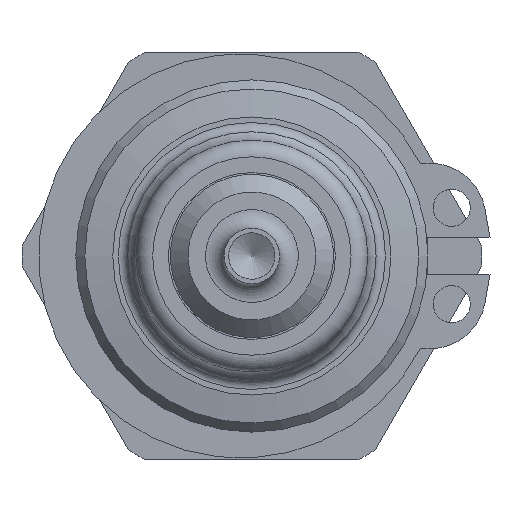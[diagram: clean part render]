
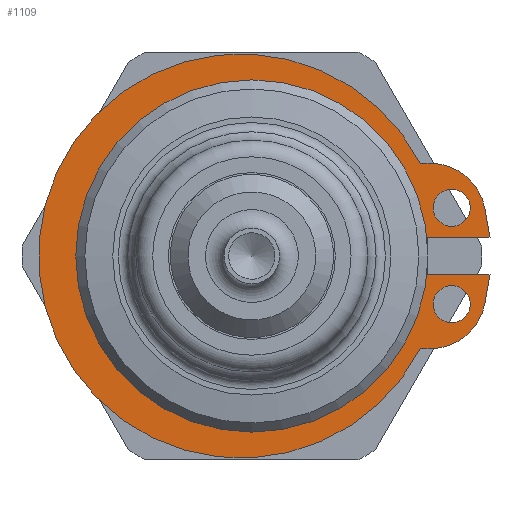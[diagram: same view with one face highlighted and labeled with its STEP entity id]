
A CAD part, left-side view. The second image highlights one B-rep face of the part: STEP entity #1109.
In plain terms, the highlighted planar face has unit normal (-1, 0, 0).
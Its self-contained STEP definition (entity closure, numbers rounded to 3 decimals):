
#37=LINE('',#1742,#108);
#40=LINE('',#1748,#111);
#41=LINE('',#1750,#112);
#42=LINE('',#1756,#113);
#43=LINE('',#1758,#114);
#44=LINE('',#1762,#115);
#108=VECTOR('',#1370,10.);
#111=VECTOR('',#1375,10.);
#112=VECTOR('',#1376,10.);
#113=VECTOR('',#1381,10.);
#114=VECTOR('',#1382,10.);
#115=VECTOR('',#1385,10.);
#264=FACE_BOUND('',#348,.T.);
#265=FACE_BOUND('',#349,.T.);
#281=FACE_OUTER_BOUND('',#347,.T.);
#347=EDGE_LOOP('',(#780,#781,#782,#783,#784,#785,#786,#787,#788,#789,#790));
#348=EDGE_LOOP('',(#791));
#349=EDGE_LOOP('',(#792));
#424=CIRCLE('',#1201,3.);
#425=CIRCLE('',#1204,9.);
#426=CIRCLE('',#1205,9.);
#427=CIRCLE('',#1206,3.);
#428=CIRCLE('',#1207,10.9);
#429=CIRCLE('',#1208,1.);
#430=CIRCLE('',#1209,1.);
#511=VERTEX_POINT('',#1735);
#512=VERTEX_POINT('',#1737);
#513=VERTEX_POINT('',#1741);
#515=VERTEX_POINT('',#1747);
#516=VERTEX_POINT('',#1749);
#517=VERTEX_POINT('',#1751);
#518=VERTEX_POINT('',#1753);
#519=VERTEX_POINT('',#1755);
#520=VERTEX_POINT('',#1757);
#521=VERTEX_POINT('',#1759);
#522=VERTEX_POINT('',#1761);
#523=VERTEX_POINT('',#1764);
#524=VERTEX_POINT('',#1766);
#615=EDGE_CURVE('',#511,#512,#424,.T.);
#617=EDGE_CURVE('',#512,#513,#37,.T.);
#620=EDGE_CURVE('',#515,#511,#40,.T.);
#621=EDGE_CURVE('',#516,#515,#41,.T.);
#622=EDGE_CURVE('',#517,#516,#425,.T.);
#623=EDGE_CURVE('',#518,#517,#426,.T.);
#624=EDGE_CURVE('',#519,#518,#42,.T.);
#625=EDGE_CURVE('',#520,#519,#43,.T.);
#626=EDGE_CURVE('',#521,#520,#427,.T.);
#627=EDGE_CURVE('',#522,#521,#44,.T.);
#628=EDGE_CURVE('',#513,#522,#428,.T.);
#629=EDGE_CURVE('',#523,#523,#429,.T.);
#630=EDGE_CURVE('',#524,#524,#430,.T.);
#780=ORIENTED_EDGE('',*,*,#615,.F.);
#781=ORIENTED_EDGE('',*,*,#620,.F.);
#782=ORIENTED_EDGE('',*,*,#621,.F.);
#783=ORIENTED_EDGE('',*,*,#622,.F.);
#784=ORIENTED_EDGE('',*,*,#623,.F.);
#785=ORIENTED_EDGE('',*,*,#624,.F.);
#786=ORIENTED_EDGE('',*,*,#625,.F.);
#787=ORIENTED_EDGE('',*,*,#626,.F.);
#788=ORIENTED_EDGE('',*,*,#627,.F.);
#789=ORIENTED_EDGE('',*,*,#628,.F.);
#790=ORIENTED_EDGE('',*,*,#617,.F.);
#791=ORIENTED_EDGE('',*,*,#629,.T.);
#792=ORIENTED_EDGE('',*,*,#630,.T.);
#1082=PLANE('',#1203);
#1109=ADVANCED_FACE('',(#281,#264,#265),#1082,.F.);
#1201=AXIS2_PLACEMENT_3D('',#1738,#1365,#1366);
#1203=AXIS2_PLACEMENT_3D('',#1746,#1373,#1374);
#1204=AXIS2_PLACEMENT_3D('',#1752,#1377,#1378);
#1205=AXIS2_PLACEMENT_3D('',#1754,#1379,#1380);
#1206=AXIS2_PLACEMENT_3D('',#1760,#1383,#1384);
#1207=AXIS2_PLACEMENT_3D('',#1763,#1386,#1387);
#1208=AXIS2_PLACEMENT_3D('',#1765,#1388,#1389);
#1209=AXIS2_PLACEMENT_3D('',#1767,#1390,#1391);
#1365=DIRECTION('center_axis',(1.,0.,0.));
#1366=DIRECTION('ref_axis',(0.,-0.643,-0.766));
#1370=DIRECTION('',(0.,1.,0.));
#1373=DIRECTION('center_axis',(1.,0.,0.));
#1374=DIRECTION('ref_axis',(0.,0.,-1.));
#1375=DIRECTION('',(0.,0.174,-0.985));
#1376=DIRECTION('',(0.,-1.,0.));
#1377=DIRECTION('center_axis',(-1.,0.,0.));
#1378=DIRECTION('ref_axis',(0.,0.,1.));
#1379=DIRECTION('center_axis',(-1.,0.,0.));
#1380=DIRECTION('ref_axis',(0.,0.,1.));
#1381=DIRECTION('',(0.,1.,0.));
#1382=DIRECTION('',(0.,-0.174,-0.985));
#1383=DIRECTION('center_axis',(1.,0.,0.));
#1384=DIRECTION('ref_axis',(0.,-0.643,0.766));
#1385=DIRECTION('',(0.,-1.,0.));
#1386=DIRECTION('center_axis',(1.,0.,0.));
#1387=DIRECTION('ref_axis',(0.,-0.889,-0.459));
#1388=DIRECTION('center_axis',(1.,0.,0.));
#1389=DIRECTION('ref_axis',(0.,0.,-1.));
#1390=DIRECTION('center_axis',(1.,0.,0.));
#1391=DIRECTION('ref_axis',(0.,0.,-1.));
#1735=CARTESIAN_POINT('',(18.3,-12.576,-2.521));
#1737=CARTESIAN_POINT('',(18.3,-9.622,-5.));
#1738=CARTESIAN_POINT('Origin',(18.3,-9.622,-2.));
#1741=CARTESIAN_POINT('',(18.3,-9.086,-5.));
#1742=CARTESIAN_POINT('',(18.3,-12.139,-5.));
#1746=CARTESIAN_POINT('Origin',(18.3,-1.48,0.));
#1747=CARTESIAN_POINT('',(18.3,-12.844,-1.));
#1748=CARTESIAN_POINT('',(18.3,-12.844,-1.));
#1749=CARTESIAN_POINT('',(18.3,-8.944,-1.));
#1750=CARTESIAN_POINT('',(18.3,-8.944,-1.));
#1751=CARTESIAN_POINT('',(18.3,0.,-9.));
#1752=CARTESIAN_POINT('Origin',(18.3,0.,0.));
#1753=CARTESIAN_POINT('',(18.3,-8.944,1.));
#1754=CARTESIAN_POINT('Origin',(18.3,0.,0.));
#1755=CARTESIAN_POINT('',(18.3,-12.844,1.));
#1756=CARTESIAN_POINT('',(18.3,-12.844,1.));
#1757=CARTESIAN_POINT('',(18.3,-12.576,2.521));
#1758=CARTESIAN_POINT('',(18.3,-12.139,5.));
#1759=CARTESIAN_POINT('',(18.3,-9.622,5.));
#1760=CARTESIAN_POINT('Origin',(18.3,-9.622,2.));
#1761=CARTESIAN_POINT('',(18.3,-9.086,5.));
#1762=CARTESIAN_POINT('',(18.3,-9.086,5.));
#1763=CARTESIAN_POINT('Origin',(18.3,0.6,0.));
#1764=CARTESIAN_POINT('',(18.3,-10.78,-1.6));
#1765=CARTESIAN_POINT('Origin',(18.3,-10.78,-2.6));
#1766=CARTESIAN_POINT('',(18.3,-10.78,3.6));
#1767=CARTESIAN_POINT('Origin',(18.3,-10.78,2.6));
